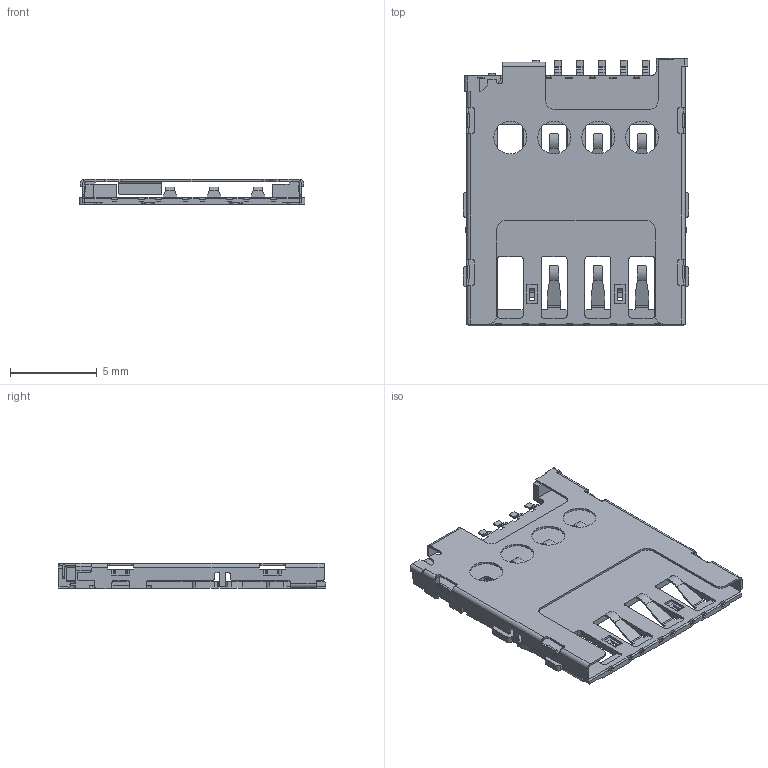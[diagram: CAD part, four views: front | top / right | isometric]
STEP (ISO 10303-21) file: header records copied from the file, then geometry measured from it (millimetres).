
FILE_DESCRIPTION(('FreeCAD Model'),'2;1');
FILE_NAME('conn_microSIM_320100004.step','2018-05-02T22:13:27',('kicad StepUp'),('ksu MCAD'), 'Open CASCADE STEP processor 7.2','FreeCAD','Unknown');
FILE_SCHEMA(('AUTOMOTIVE_DESIGN { 1 0 10303 214 1 1 1 1 }'));
Length unit declared in the file: millimetre
Products named in the file (1): conn_microSIM_320100004
Bounding box: 13.05 x 15.45 x 1.45 mm (x, y, z)
Volume: 71.3 mm3; surface area: 653.3 mm2
Topology: 1 solids, 1 shells, 839 faces, 2559 edges, 1766 vertices
Faces by surface type: plane 581, cylinder 258
Entity records: 34597 total; most frequent: CARTESIAN_POINT 5349, ORIENTED_EDGE 5006, DIRECTION 4720, EDGE_CURVE 2503, LINE 2026, VECTOR 2026, VERTEX_POINT 1654, AXIS2_PLACEMENT_3D 1347
